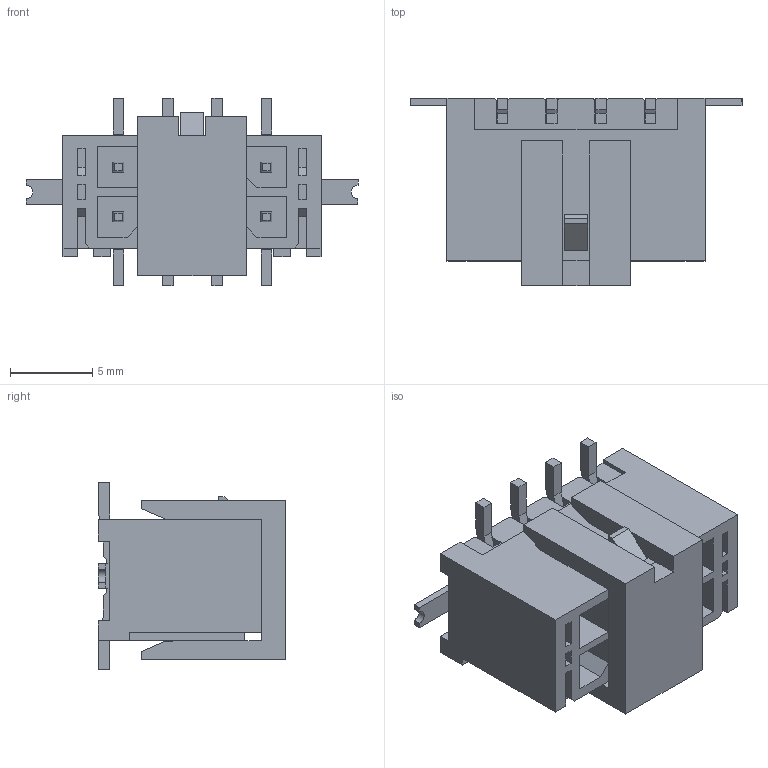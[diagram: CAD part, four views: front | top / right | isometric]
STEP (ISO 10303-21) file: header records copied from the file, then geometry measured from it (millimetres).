
FILE_DESCRIPTION(/* description */ ('Unknown'),/* implementation_level */ '2;1');
FILE_NAME(/* name */ '662308231822',/* time_stamp */ '2020-02-03T08:53:08+01:00',/* author */ ('Unknown'),/* organization */ ('Unknown'),/* preprocessor_version */ 'ST-DEVELOPER v16.7',/* originating_system */ 'DEX',/* authorisation */ $);
FILE_SCHEMA (('AUTOMOTIVE_DESIGN {1 0 10303 214 3 1 1}'));
Length unit declared in the file: millimetre
Products named in the file (5): 6623xx231822; 662008231822; 6620xx231822_MASS; 6620xx231822_Cap1; 6620xx231822_PIN
Assembly tree (12 placements, depth 2):
  6623xx231822
    662008231822
    6620xx231822_MASS  x2
    6620xx231822_Cap1
    6620xx231822_PIN  x8
Bounding box: 20.2 x 11.4 x 11.4 mm (x, y, z)
Volume: 820 mm3; surface area: 2268.7 mm2
Topology: 12 solids, 12 shells, 494 faces, 1394 edges, 918 vertices
Faces by surface type: plane 471, cylinder 23
Entity records: 10060 total; most frequent: CARTESIAN_POINT 1785, ORIENTED_EDGE 1770, DIRECTION 1549, EDGE_CURVE 885, LINE 845, VECTOR 845, VERTEX_POINT 588, AXIS2_PLACEMENT_3D 352
